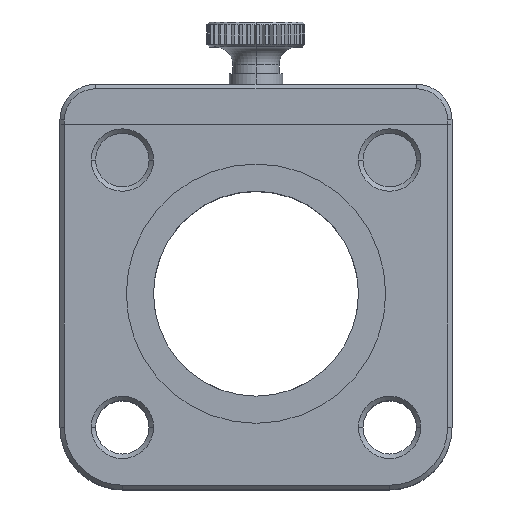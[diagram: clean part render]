
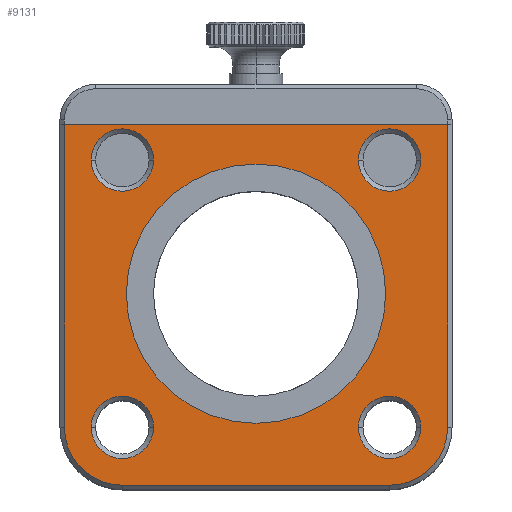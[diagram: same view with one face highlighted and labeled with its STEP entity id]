
A CAD part, top view. The second image highlights one B-rep face of the part: STEP entity #9131.
In plain terms, the highlighted planar face has unit normal (0, 0, 1).
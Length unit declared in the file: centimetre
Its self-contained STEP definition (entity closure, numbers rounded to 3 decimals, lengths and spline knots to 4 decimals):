
#668 = DIRECTION ( 'NONE',  ( 0., 0., -1. ) ) ;
#709 = DIRECTION ( 'NONE',  ( 0., 0., -1. ) ) ;
#711 = DIRECTION ( 'NONE',  ( 0., 0., -1. ) ) ;
#713 = CARTESIAN_POINT ( 'NONE',  ( -1.2887, -1.0757, 1.075 ) ) ;
#733 = CARTESIAN_POINT ( 'NONE',  ( 1.7113, -1.0757, 1.075 ) ) ;
#780 = DIRECTION ( 'NONE',  ( 1., 0., 0. ) ) ;
#824 = DIRECTION ( 'NONE',  ( -1., 0., 0. ) ) ;
#928 = CARTESIAN_POINT ( 'NONE',  ( -1.2887, 1.9243, 1.075 ) ) ;
#930 = DIRECTION ( 'NONE',  ( -1., 0., 0. ) ) ;
#949 = DIRECTION ( 'NONE',  ( -1., 0., 0. ) ) ;
#952 = DIRECTION ( 'NONE',  ( -1., 0., 0. ) ) ;
#954 = DIRECTION ( 'NONE',  ( 0., 0., -1. ) ) ;
#978 = CARTESIAN_POINT ( 'NONE',  ( 1.7113, 1.9243, 1.075 ) ) ;
#981 = DIRECTION ( 'NONE',  ( 0., 0., 1. ) ) ;
#1039 = CARTESIAN_POINT ( 'NONE',  ( 0.2113, 0.4243, 1.075 ) ) ;
#1193 = AXIS2_PLACEMENT_3D ( 'NONE', #1620, #1237, #1556 ) ;
#1221 = AXIS2_PLACEMENT_3D ( 'NONE', #7501, #7505, #7506 ) ;
#1237 = DIRECTION ( 'NONE',  ( 0., 0., 1. ) ) ;
#1238 = VECTOR ( 'NONE', #7461, 100. ) ;
#1260 = AXIS2_PLACEMENT_3D ( 'NONE', #1358, #1627, #1455 ) ;
#1263 = LINE ( 'NONE', #1394, #1885 ) ;
#1358 = CARTESIAN_POINT ( 'NONE',  ( 1.7113, -1.0757, 1.075 ) ) ;
#1394 = CARTESIAN_POINT ( 'NONE',  ( 2.3613, 2.3243, 1.075 ) ) ;
#1455 = DIRECTION ( 'NONE',  ( -1., 0., 0. ) ) ;
#1539 = AXIS2_PLACEMENT_3D ( 'NONE', #8989, #8994, #8993 ) ;
#1556 = DIRECTION ( 'NONE',  ( -1., 0., 0. ) ) ;
#1620 = CARTESIAN_POINT ( 'NONE',  ( 1.7113, -1.0757, 1.075 ) ) ;
#1627 = DIRECTION ( 'NONE',  ( 0., 0., -1. ) ) ;
#1633 = DIRECTION ( 'NONE',  ( 0., 1., 0. ) ) ;
#1716 = AXIS2_PLACEMENT_3D ( 'NONE', #7507, #7508, #7509 ) ;
#1756 = VECTOR ( 'NONE', #4387, 100. ) ;
#1819 = AXIS2_PLACEMENT_3D ( 'NONE', #7625, #7621, #7620 ) ;
#1861 = VECTOR ( 'NONE', #7545, 100. ) ;
#1873 = AXIS2_PLACEMENT_3D ( 'NONE', #4272, #4351, #4348 ) ;
#1885 = VECTOR ( 'NONE', #1633, 100. ) ;
#1985 = CARTESIAN_POINT ( 'NONE',  ( -1.9387, 2.3243, 1.075 ) ) ;
#1997 = CARTESIAN_POINT ( 'NONE',  ( 2.0613, 1.9243, 1.075 ) ) ;
#2057 = CARTESIAN_POINT ( 'NONE',  ( -0.9387, 1.9243, 1.075 ) ) ;
#2105 = CARTESIAN_POINT ( 'NONE',  ( -1.2437, 0.4243, 1.075 ) ) ;
#2149 = CARTESIAN_POINT ( 'NONE',  ( 2.0613, -1.0757, 1.075 ) ) ;
#2161 = CARTESIAN_POINT ( 'NONE',  ( -1.6387, -1.0757, 1.075 ) ) ;
#2179 = CARTESIAN_POINT ( 'NONE',  ( 2.3613, 2.3243, 1.075 ) ) ;
#2191 = CARTESIAN_POINT ( 'NONE',  ( 1.6663, 0.4243, 1.075 ) ) ;
#2219 = CARTESIAN_POINT ( 'NONE',  ( 1.3613, -1.0757, 1.075 ) ) ;
#2236 = CARTESIAN_POINT ( 'NONE',  ( 1.3613, 1.9243, 1.075 ) ) ;
#2306 = CARTESIAN_POINT ( 'NONE',  ( -0.9387, -1.0757, 1.075 ) ) ;
#2311 = CARTESIAN_POINT ( 'NONE',  ( -1.9387, -1.0757, 1.075 ) ) ;
#2343 = CARTESIAN_POINT ( 'NONE',  ( -1.6387, 1.9243, 1.075 ) ) ;
#2356 = CARTESIAN_POINT ( 'NONE',  ( 1.7113, -1.7257, 1.075 ) ) ;
#2399 = CARTESIAN_POINT ( 'NONE',  ( -1.2887, -1.7257, 1.075 ) ) ;
#2433 = CARTESIAN_POINT ( 'NONE',  ( 2.3613, -1.0757, 1.075 ) ) ;
#2933 = CARTESIAN_POINT ( 'NONE',  ( -1.7887, -1.5757, 1.075 ) ) ;
#2992 = DIRECTION ( 'NONE',  ( 0., 0., -1. ) ) ;
#3024 = PLANE ( 'NONE',  #3780 ) ;
#3066 = DIRECTION ( 'NONE',  ( -1., 0., 0. ) ) ;
#3710 = FACE_BOUND ( 'NONE', #7746, .T. ) ;
#3723 = FACE_OUTER_BOUND ( 'NONE', #7881, .T. ) ;
#3777 = FACE_BOUND ( 'NONE', #8368, .T. ) ;
#3780 = AXIS2_PLACEMENT_3D ( 'NONE', #2933, #2992, #3066 ) ;
#3786 = FACE_BOUND ( 'NONE', #7868, .T. ) ;
#3823 = FACE_BOUND ( 'NONE', #7850, .T. ) ;
#3857 = FACE_BOUND ( 'NONE', #8136, .T. ) ;
#4133 = AXIS2_PLACEMENT_3D ( 'NONE', #1039, #981, #780 ) ;
#4139 = AXIS2_PLACEMENT_3D ( 'NONE', #928, #668, #949 ) ;
#4162 = AXIS2_PLACEMENT_3D ( 'NONE', #713, #711, #824 ) ;
#4188 = AXIS2_PLACEMENT_3D ( 'NONE', #978, #954, #952 ) ;
#4218 = AXIS2_PLACEMENT_3D ( 'NONE', #733, #709, #930 ) ;
#4272 = CARTESIAN_POINT ( 'NONE',  ( 1.7113, 1.9243, 1.075 ) ) ;
#4348 = DIRECTION ( 'NONE',  ( -1., 0., 0. ) ) ;
#4351 = DIRECTION ( 'NONE',  ( 0., 0., -1. ) ) ;
#4387 = DIRECTION ( 'NONE',  ( 0., -1., 0. ) ) ;
#4390 = CARTESIAN_POINT ( 'NONE',  ( -1.9387, -1.0757, 1.075 ) ) ;
#4446 = LINE ( 'NONE', #4390, #1756 ) ;
#4658 = VERTEX_POINT ( 'NONE', #2311 ) ;
#4778 = VERTEX_POINT ( 'NONE', #1985 ) ;
#5086 = VERTEX_POINT ( 'NONE', #2179 ) ;
#5109 = VERTEX_POINT ( 'NONE', #2219 ) ;
#5196 = VERTEX_POINT ( 'NONE', #2105 ) ;
#5226 = VERTEX_POINT ( 'NONE', #2057 ) ;
#5239 = VERTEX_POINT ( 'NONE', #2306 ) ;
#5247 = VERTEX_POINT ( 'NONE', #2161 ) ;
#5320 = VERTEX_POINT ( 'NONE', #2433 ) ;
#5338 = VERTEX_POINT ( 'NONE', #2356 ) ;
#5403 = VERTEX_POINT ( 'NONE', #2236 ) ;
#5443 = VERTEX_POINT ( 'NONE', #2343 ) ;
#5569 = VERTEX_POINT ( 'NONE', #2191 ) ;
#5577 = VERTEX_POINT ( 'NONE', #1997 ) ;
#5604 = VERTEX_POINT ( 'NONE', #2149 ) ;
#5687 = VERTEX_POINT ( 'NONE', #2399 ) ;
#5766 = EDGE_CURVE ( 'NONE', #5604, #5109, #6772, .T. ) ;
#5781 = EDGE_CURVE ( 'NONE', #5239, #5247, #6776, .T. ) ;
#5805 = EDGE_CURVE ( 'NONE', #5196, #5569, #6788, .T. ) ;
#5813 = EDGE_CURVE ( 'NONE', #5577, #5403, #6793, .T. ) ;
#5815 = EDGE_CURVE ( 'NONE', #5226, #5443, #6794, .T. ) ;
#6080 = EDGE_CURVE ( 'NONE', #5403, #5577, #6863, .T. ) ;
#6109 = EDGE_CURVE ( 'NONE', #4778, #4658, #4446, .T. ) ;
#6161 = EDGE_CURVE ( 'NONE', #5320, #5086, #1263, .T. ) ;
#6194 = EDGE_CURVE ( 'NONE', #5109, #5604, #6905, .T. ) ;
#6216 = EDGE_CURVE ( 'NONE', #5338, #5320, #6910, .T. ) ;
#6234 = EDGE_CURVE ( 'NONE', #4778, #5086, #7463, .T. ) ;
#6247 = EDGE_CURVE ( 'NONE', #5443, #5226, #6919, .T. ) ;
#6248 = EDGE_CURVE ( 'NONE', #5569, #5196, #6920, .T. ) ;
#6261 = EDGE_CURVE ( 'NONE', #5687, #5338, #7524, .T. ) ;
#6298 = EDGE_CURVE ( 'NONE', #4658, #5687, #6936, .T. ) ;
#6318 = EDGE_CURVE ( 'NONE', #5247, #5239, #6951, .T. ) ;
#6772 = CIRCLE ( 'NONE', #4218, 0.35 ) ;
#6776 = CIRCLE ( 'NONE', #4162, 0.35 ) ;
#6788 = CIRCLE ( 'NONE', #4133, 1.455 ) ;
#6793 = CIRCLE ( 'NONE', #4188, 0.35 ) ;
#6794 = CIRCLE ( 'NONE', #4139, 0.35 ) ;
#6863 = CIRCLE ( 'NONE', #1873, 0.35 ) ;
#6905 = CIRCLE ( 'NONE', #1260, 0.35 ) ;
#6910 = CIRCLE ( 'NONE', #1193, 0.65 ) ;
#6919 = CIRCLE ( 'NONE', #1221, 0.35 ) ;
#6920 = CIRCLE ( 'NONE', #1716, 1.455 ) ;
#6936 = CIRCLE ( 'NONE', #1819, 0.65 ) ;
#6951 = CIRCLE ( 'NONE', #1539, 0.35 ) ;
#7461 = DIRECTION ( 'NONE',  ( 1., 0., 0. ) ) ;
#7462 = CARTESIAN_POINT ( 'NONE',  ( -1.7887, 2.3243, 1.075 ) ) ;
#7463 = LINE ( 'NONE', #7462, #1238 ) ;
#7501 = CARTESIAN_POINT ( 'NONE',  ( -1.2887, 1.9243, 1.075 ) ) ;
#7505 = DIRECTION ( 'NONE',  ( 0., 0., -1. ) ) ;
#7506 = DIRECTION ( 'NONE',  ( -1., 0., 0. ) ) ;
#7507 = CARTESIAN_POINT ( 'NONE',  ( 0.2113, 0.4243, 1.075 ) ) ;
#7508 = DIRECTION ( 'NONE',  ( 0., 0., 1. ) ) ;
#7509 = DIRECTION ( 'NONE',  ( 1., 0., 0. ) ) ;
#7519 = CARTESIAN_POINT ( 'NONE',  ( 1.7113, -1.7257, 1.075 ) ) ;
#7524 = LINE ( 'NONE', #7519, #1861 ) ;
#7545 = DIRECTION ( 'NONE',  ( 1., 0., 0. ) ) ;
#7620 = DIRECTION ( 'NONE',  ( -1., 0., 0. ) ) ;
#7621 = DIRECTION ( 'NONE',  ( 0., 0., 1. ) ) ;
#7625 = CARTESIAN_POINT ( 'NONE',  ( -1.2887, -1.0757, 1.075 ) ) ;
#7746 = EDGE_LOOP ( 'NONE', ( #8603, #8024 ) ) ;
#7808 = ORIENTED_EDGE ( 'NONE', *, *, #6234, .F. ) ;
#7850 = EDGE_LOOP ( 'NONE', ( #8573, #7978 ) ) ;
#7868 = EDGE_LOOP ( 'NONE', ( #8432, #7887 ) ) ;
#7881 = EDGE_LOOP ( 'NONE', ( #8425, #8601, #7808, #7987, #7947, #7918 ) ) ;
#7887 = ORIENTED_EDGE ( 'NONE', *, *, #6318, .T. ) ;
#7918 = ORIENTED_EDGE ( 'NONE', *, *, #6261, .T. ) ;
#7947 = ORIENTED_EDGE ( 'NONE', *, *, #6298, .T. ) ;
#7978 = ORIENTED_EDGE ( 'NONE', *, *, #5805, .F. ) ;
#7987 = ORIENTED_EDGE ( 'NONE', *, *, #6109, .T. ) ;
#8014 = ORIENTED_EDGE ( 'NONE', *, *, #6194, .T. ) ;
#8022 = ORIENTED_EDGE ( 'NONE', *, *, #5766, .T. ) ;
#8024 = ORIENTED_EDGE ( 'NONE', *, *, #6247, .T. ) ;
#8136 = EDGE_LOOP ( 'NONE', ( #8022, #8014 ) ) ;
#8368 = EDGE_LOOP ( 'NONE', ( #8382, #8390 ) ) ;
#8382 = ORIENTED_EDGE ( 'NONE', *, *, #5813, .T. ) ;
#8390 = ORIENTED_EDGE ( 'NONE', *, *, #6080, .T. ) ;
#8425 = ORIENTED_EDGE ( 'NONE', *, *, #6216, .T. ) ;
#8432 = ORIENTED_EDGE ( 'NONE', *, *, #5781, .T. ) ;
#8573 = ORIENTED_EDGE ( 'NONE', *, *, #6248, .F. ) ;
#8601 = ORIENTED_EDGE ( 'NONE', *, *, #6161, .T. ) ;
#8603 = ORIENTED_EDGE ( 'NONE', *, *, #5815, .T. ) ;
#8989 = CARTESIAN_POINT ( 'NONE',  ( -1.2887, -1.0757, 1.075 ) ) ;
#8993 = DIRECTION ( 'NONE',  ( -1., 0., 0. ) ) ;
#8994 = DIRECTION ( 'NONE',  ( 0., 0., -1. ) ) ;
#9131 = ADVANCED_FACE ( 'NONE', ( #3823, #3786, #3857, #3777, #3710, #3723 ), #3024, .F. ) ;
